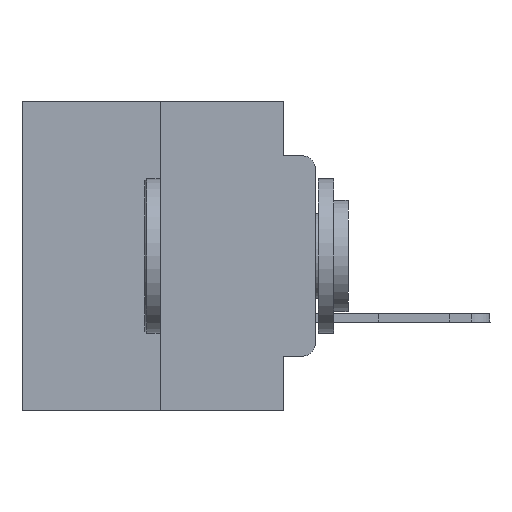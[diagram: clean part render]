
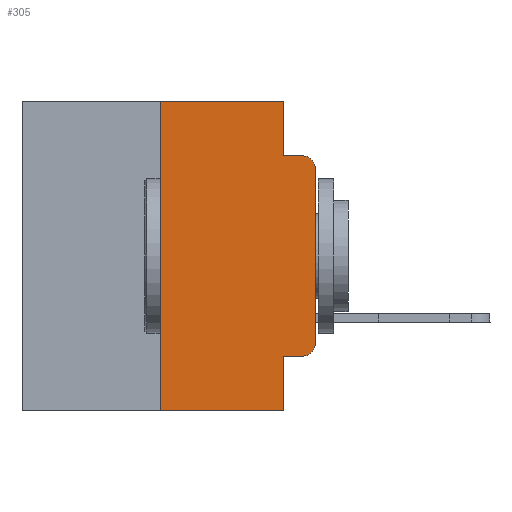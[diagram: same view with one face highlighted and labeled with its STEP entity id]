
A CAD part, left-side view. The second image highlights one B-rep face of the part: STEP entity #305.
In plain terms, the highlighted planar face has unit normal (-1, 0, 0).
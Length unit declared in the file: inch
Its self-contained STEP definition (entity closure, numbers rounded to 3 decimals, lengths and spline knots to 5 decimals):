
#247 = VECTOR ( 'NONE', #10804, 39.37008 ) ;
#273 = CIRCLE ( 'NONE', #17547, 0.02 ) ;
#305 = ADVANCED_FACE ( 'NONE', ( #24067 ), #16636, .F. ) ;
#789 = EDGE_CURVE ( 'NONE', #20952, #2728, #7162, .T. ) ;
#1086 = DIRECTION ( 'NONE',  ( -1., 0., 0. ) ) ;
#1253 = CARTESIAN_POINT ( 'NONE',  ( 0., 0.02, -0.0885 ) ) ;
#1341 = ORIENTED_EDGE ( 'NONE', *, *, #13366, .T. ) ;
#1433 = DIRECTION ( 'NONE',  ( 0., 0., -1. ) ) ;
#1472 = CARTESIAN_POINT ( 'NONE',  ( 0., 0.473, -0.5 ) ) ;
#1626 = VECTOR ( 'NONE', #7255, 39.37008 ) ;
#1652 = CARTESIAN_POINT ( 'NONE',  ( 0., 0.051, 0. ) ) ;
#2244 = CARTESIAN_POINT ( 'NONE',  ( 0., 0.25, 0. ) ) ;
#2466 = DIRECTION ( 'NONE',  ( 0., 0., -1. ) ) ;
#2728 = VERTEX_POINT ( 'NONE', #21730 ) ;
#2992 = LINE ( 'NONE', #14949, #24336 ) ;
#3063 = ORIENTED_EDGE ( 'NONE', *, *, #3210, .T. ) ;
#3084 = LINE ( 'NONE', #2244, #18924 ) ;
#3210 = EDGE_CURVE ( 'NONE', #20952, #3632, #13519, .T. ) ;
#3570 = VERTEX_POINT ( 'NONE', #12475 ) ;
#3632 = VERTEX_POINT ( 'NONE', #25292 ) ;
#4221 = ORIENTED_EDGE ( 'NONE', *, *, #15848, .F. ) ;
#4640 = VERTEX_POINT ( 'NONE', #12885 ) ;
#4820 = CARTESIAN_POINT ( 'NONE',  ( 0., 0.051, -0.4115 ) ) ;
#5200 = ORIENTED_EDGE ( 'NONE', *, *, #9500, .T. ) ;
#5260 = LINE ( 'NONE', #1472, #16276 ) ;
#5552 = VECTOR ( 'NONE', #16268, 39.37008 ) ;
#5630 = LINE ( 'NONE', #5637, #16012 ) ;
#5637 = CARTESIAN_POINT ( 'NONE',  ( 0., 0.051, -0.0885 ) ) ;
#5837 = AXIS2_PLACEMENT_3D ( 'NONE', #17885, #1086, #9783 ) ;
#6192 = DIRECTION ( 'NONE',  ( 0., 0., 1. ) ) ;
#6385 = DIRECTION ( 'NONE',  ( 0., -1., 0. ) ) ;
#7076 = CARTESIAN_POINT ( 'NONE',  ( 0., 0.051, 0. ) ) ;
#7162 = LINE ( 'NONE', #1652, #5552 ) ;
#7255 = DIRECTION ( 'NONE',  ( 0., 0., -1. ) ) ;
#7740 = ORIENTED_EDGE ( 'NONE', *, *, #16158, .T. ) ;
#8212 = CIRCLE ( 'NONE', #5837, 0.02 ) ;
#8484 = CARTESIAN_POINT ( 'NONE',  ( 0., 0.051, -0.4115 ) ) ;
#8953 = EDGE_CURVE ( 'NONE', #24499, #17969, #10533, .T. ) ;
#9149 = CARTESIAN_POINT ( 'NONE',  ( 0., 0., -0.1085 ) ) ;
#9500 = EDGE_CURVE ( 'NONE', #10327, #12176, #8212, .T. ) ;
#9522 = EDGE_LOOP ( 'NONE', ( #15069, #5200, #17115, #4221, #20609, #10109, #1341, #16786, #3063, #7740 ) ) ;
#9783 = DIRECTION ( 'NONE',  ( 0., 0., -1. ) ) ;
#10109 = ORIENTED_EDGE ( 'NONE', *, *, #12389, .F. ) ;
#10327 = VERTEX_POINT ( 'NONE', #9149 ) ;
#10533 = LINE ( 'NONE', #14722, #22153 ) ;
#10804 = DIRECTION ( 'NONE',  ( 0., -1., 0. ) ) ;
#10957 = VERTEX_POINT ( 'NONE', #25779 ) ;
#11063 = DIRECTION ( 'NONE',  ( 0., 0., 1. ) ) ;
#12176 = VERTEX_POINT ( 'NONE', #1253 ) ;
#12289 = CARTESIAN_POINT ( 'NONE',  ( 0., 0.02, -0.3915 ) ) ;
#12389 = EDGE_CURVE ( 'NONE', #3570, #24499, #3084, .T. ) ;
#12400 = DIRECTION ( 'NONE',  ( 1., 0., 0. ) ) ;
#12475 = CARTESIAN_POINT ( 'NONE',  ( 0., 0.25, -0.5 ) ) ;
#12885 = CARTESIAN_POINT ( 'NONE',  ( 0., 0.051, -0.0885 ) ) ;
#13366 = EDGE_CURVE ( 'NONE', #3570, #2728, #5260, .T. ) ;
#13519 = LINE ( 'NONE', #4820, #247 ) ;
#14722 = CARTESIAN_POINT ( 'NONE',  ( 0., 0.473, 0. ) ) ;
#14949 = CARTESIAN_POINT ( 'NONE',  ( 0., 0., 0. ) ) ;
#14995 = DIRECTION ( 'NONE',  ( -1., 0., 0. ) ) ;
#15069 = ORIENTED_EDGE ( 'NONE', *, *, #18405, .T. ) ;
#15848 = EDGE_CURVE ( 'NONE', #17969, #4640, #22613, .T. ) ;
#15934 = DIRECTION ( 'NONE',  ( 0., -1., 0. ) ) ;
#16012 = VECTOR ( 'NONE', #20042, 39.37008 ) ;
#16158 = EDGE_CURVE ( 'NONE', #3632, #10957, #273, .T. ) ;
#16268 = DIRECTION ( 'NONE',  ( 0., 0., -1. ) ) ;
#16276 = VECTOR ( 'NONE', #15934, 39.37008 ) ;
#16636 = PLANE ( 'NONE',  #16758 ) ;
#16758 = AXIS2_PLACEMENT_3D ( 'NONE', #24953, #12400, #2466 ) ;
#16786 = ORIENTED_EDGE ( 'NONE', *, *, #789, .F. ) ;
#17115 = ORIENTED_EDGE ( 'NONE', *, *, #26734, .F. ) ;
#17547 = AXIS2_PLACEMENT_3D ( 'NONE', #12289, #14995, #1433 ) ;
#17885 = CARTESIAN_POINT ( 'NONE',  ( 0., 0.02, -0.1085 ) ) ;
#17969 = VERTEX_POINT ( 'NONE', #26230 ) ;
#18405 = EDGE_CURVE ( 'NONE', #10957, #10327, #2992, .T. ) ;
#18924 = VECTOR ( 'NONE', #6192, 39.37008 ) ;
#20042 = DIRECTION ( 'NONE',  ( 0., -1., 0. ) ) ;
#20609 = ORIENTED_EDGE ( 'NONE', *, *, #8953, .F. ) ;
#20952 = VERTEX_POINT ( 'NONE', #8484 ) ;
#21730 = CARTESIAN_POINT ( 'NONE',  ( 0., 0.051, -0.5 ) ) ;
#22153 = VECTOR ( 'NONE', #6385, 39.37008 ) ;
#22613 = LINE ( 'NONE', #7076, #1626 ) ;
#24067 = FACE_OUTER_BOUND ( 'NONE', #9522, .T. ) ;
#24114 = CARTESIAN_POINT ( 'NONE',  ( 0., 0.25, 0. ) ) ;
#24336 = VECTOR ( 'NONE', #11063, 39.37008 ) ;
#24499 = VERTEX_POINT ( 'NONE', #24114 ) ;
#24953 = CARTESIAN_POINT ( 'NONE',  ( 0., 0.473, 0. ) ) ;
#25292 = CARTESIAN_POINT ( 'NONE',  ( 0., 0.02, -0.4115 ) ) ;
#25779 = CARTESIAN_POINT ( 'NONE',  ( 0., 0., -0.3915 ) ) ;
#26230 = CARTESIAN_POINT ( 'NONE',  ( 0., 0.051, 0. ) ) ;
#26734 = EDGE_CURVE ( 'NONE', #4640, #12176, #5630, .T. ) ;
